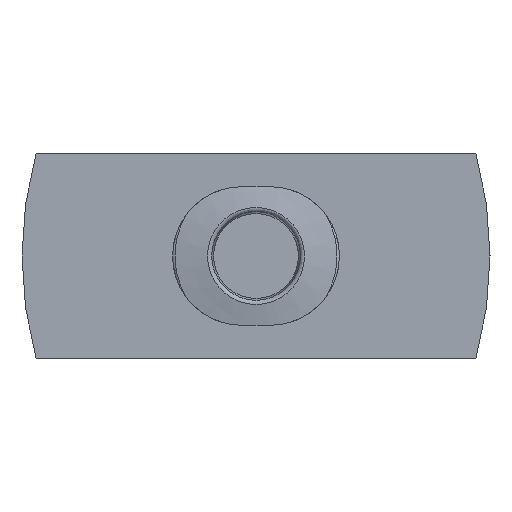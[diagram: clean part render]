
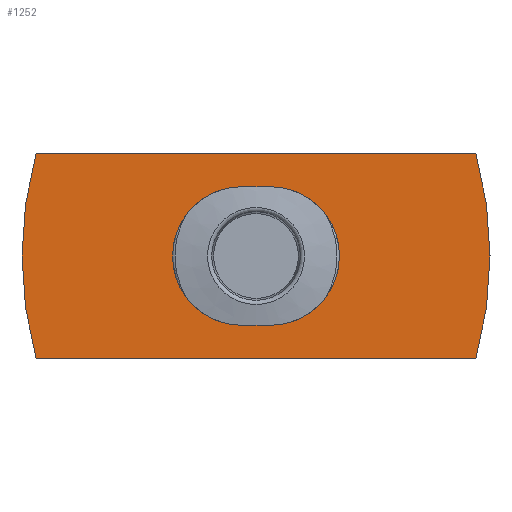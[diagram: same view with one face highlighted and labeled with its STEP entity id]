
A CAD part, left-side view. The second image highlights one B-rep face of the part: STEP entity #1252.
In plain terms, the highlighted planar face has unit normal (-1, 0, 0).
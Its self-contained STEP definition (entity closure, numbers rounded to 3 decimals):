
#73=CIRCLE('',#1334,4.9);
#74=CIRCLE('',#1336,26.781);
#75=CIRCLE('',#1337,26.781);
#219=ORIENTED_EDGE('',*,*,#403,.T.);
#220=ORIENTED_EDGE('',*,*,#404,.F.);
#221=ORIENTED_EDGE('',*,*,#405,.F.);
#222=ORIENTED_EDGE('',*,*,#406,.F.);
#223=ORIENTED_EDGE('',*,*,#407,.F.);
#403=EDGE_CURVE('',#505,#505,#73,.T.);
#404=EDGE_CURVE('',#506,#507,#572,.T.);
#405=EDGE_CURVE('',#508,#506,#74,.T.);
#406=EDGE_CURVE('',#509,#508,#573,.T.);
#407=EDGE_CURVE('',#507,#509,#75,.T.);
#505=VERTEX_POINT('',#1795);
#506=VERTEX_POINT('',#1798);
#507=VERTEX_POINT('',#1799);
#508=VERTEX_POINT('',#1801);
#509=VERTEX_POINT('',#1803);
#572=LINE('',#1797,#624);
#573=LINE('',#1802,#625);
#624=VECTOR('',#1510,1000.);
#625=VECTOR('',#1513,1000.);
#687=EDGE_LOOP('',(#219));
#688=EDGE_LOOP('',(#220,#221,#222,#223));
#765=FACE_BOUND('',#687,.T.);
#766=FACE_BOUND('',#688,.T.);
#819=PLANE('',#1335);
#1252=ADVANCED_FACE('',(#765,#766),#819,.F.);
#1334=AXIS2_PLACEMENT_3D('',#1794,#1506,#1507);
#1335=AXIS2_PLACEMENT_3D('',#1796,#1508,#1509);
#1336=AXIS2_PLACEMENT_3D('',#1800,#1511,#1512);
#1337=AXIS2_PLACEMENT_3D('',#1804,#1514,#1515);
#1506=DIRECTION('',(1.,0.,0.));
#1507=DIRECTION('',(0.,0.,-1.));
#1508=DIRECTION('',(1.,0.,0.));
#1509=DIRECTION('',(0.,0.,-1.));
#1510=DIRECTION('',(0.,-1.,0.));
#1511=DIRECTION('',(1.,0.,0.));
#1512=DIRECTION('',(0.,0.,-1.));
#1513=DIRECTION('',(0.,1.,0.));
#1514=DIRECTION('',(1.,0.,0.));
#1515=DIRECTION('',(0.,0.,-1.));
#1794=CARTESIAN_POINT('',(0.,0.,0.));
#1795=CARTESIAN_POINT('',(0.,0.,-4.9));
#1796=CARTESIAN_POINT('',(0.,10.231,0.));
#1797=CARTESIAN_POINT('',(0.,15.55,7.25));
#1798=CARTESIAN_POINT('',(0.,15.55,7.25));
#1799=CARTESIAN_POINT('',(0.,-15.55,7.25));
#1800=CARTESIAN_POINT('',(0.,-10.231,0.));
#1801=CARTESIAN_POINT('',(0.,15.55,-7.25));
#1802=CARTESIAN_POINT('',(0.,-15.55,-7.25));
#1803=CARTESIAN_POINT('',(0.,-15.55,-7.25));
#1804=CARTESIAN_POINT('',(0.,10.231,0.));
